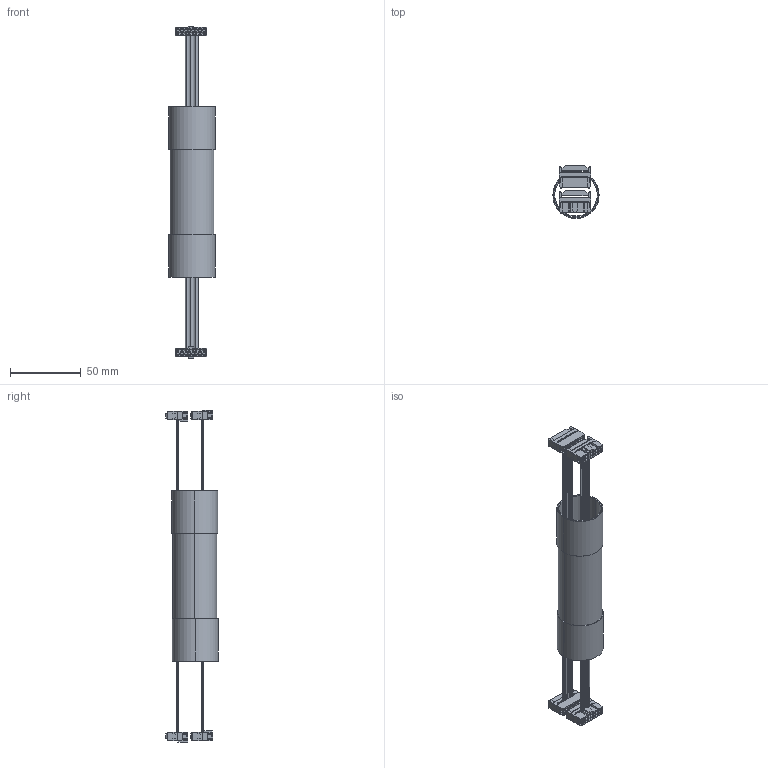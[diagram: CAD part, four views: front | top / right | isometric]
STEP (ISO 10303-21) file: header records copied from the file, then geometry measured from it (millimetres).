
FILE_DESCRIPTION (( 'STEP AP214' ), '1' );
FILE_NAME ('2017-A.STEP', '2015-09-10T12:56:08', ( '' ), ( '' ), 'SwSTEP 2.0', 'SolidWorks 2015', '' );
FILE_SCHEMA (( 'AUTOMOTIVE_DESIGN' ));
Length unit declared in the file: millimetre
Products named in the file (8): braided sleeve; 2.54mm IDC Socket - Amphenol T812; Amphenol IDC Socket Housing; Amphenol IDC Socket Crimp; Amphenol IDC Socket Strain Relief; cables; 2017-A; Shrink tube
Assembly tree (12 placements, depth 3):
  2017-A
    cables  x2
    2.54mm IDC Socket - Amphenol T812  x4
      Amphenol IDC Socket Strain Relief
      Amphenol IDC Socket Crimp
      Amphenol IDC Socket Housing
    braided sleeve
    Shrink tube  x2
Bounding box: 32.5 x 37.06 x 234 mm (x, y, z)
Volume: 16114.5 mm3; surface area: 52223.6 mm2
Topology: 17 solids, 17 shells, 1116 faces, 3070 edges, 1956 vertices
Faces by surface type: plane 938, cylinder 178
Entity records: 12567 total; most frequent: CARTESIAN_POINT 1646, ORIENTED_EDGE 1622, DIRECTION 1555, EDGE_CURVE 811, VECTOR 693, LINE 693, VERTEX_POINT 522, AXIS2_PLACEMENT_3D 431
